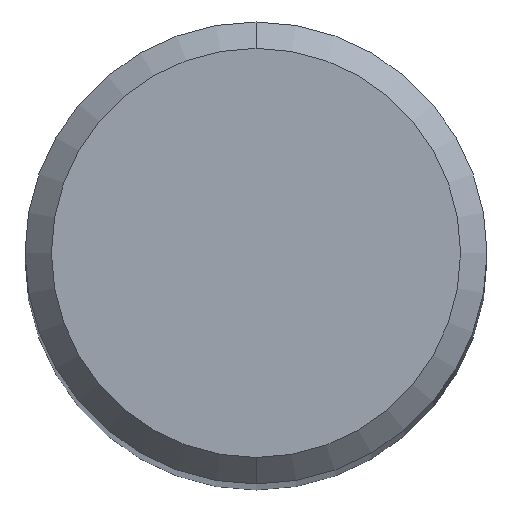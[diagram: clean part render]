
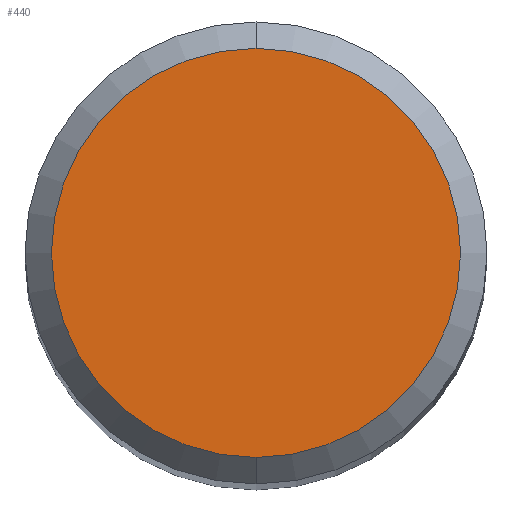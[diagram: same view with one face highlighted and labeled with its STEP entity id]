
A CAD part, top view. The second image highlights one B-rep face of the part: STEP entity #440.
In plain terms, the highlighted planar face has unit normal (0, 0, 1).
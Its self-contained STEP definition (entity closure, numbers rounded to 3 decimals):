
#174=EDGE_CURVE('',#452,#188,#475,.T.);
#188=VERTEX_POINT('',#489);
#414=EDGE_CURVE('',#188,#452,#738,.T.);
#440=ADVANCED_FACE('',(#767),#768,.T.);
#452=VERTEX_POINT('',#782);
#475=CIRCLE('',#799,3.1);
#489=CARTESIAN_POINT('',(0.,-3.1,0.0));
#738=CIRCLE('',#1302,3.1);
#767=FACE_OUTER_BOUND('',#1372,.T.);
#768=PLANE('',#1373);
#782=CARTESIAN_POINT('',(0.0,3.1,0.0));
#799=AXIS2_PLACEMENT_3D('',#1420,#1421,#1422);
#1302=AXIS2_PLACEMENT_3D('',#1700,#1701,#1702);
#1372=EDGE_LOOP('',(#1732,#1733));
#1373=AXIS2_PLACEMENT_3D('',#1734,#1735,#1736);
#1420=CARTESIAN_POINT('',(0.0,0.0,0.0));
#1421=DIRECTION('',(0.0,0.0,-1.0));
#1422=DIRECTION('',(0.0,1.0,0.0));
#1700=CARTESIAN_POINT('',(0.0,0.0,0.0));
#1701=DIRECTION('',(0.0,0.0,-1.0));
#1702=DIRECTION('',(0.0,1.0,0.0));
#1732=ORIENTED_EDGE('',*,*,#174,.F.);
#1733=ORIENTED_EDGE('',*,*,#414,.F.);
#1734=CARTESIAN_POINT('',(0.0,1.55,0.0));
#1735=DIRECTION('',(-0.0,0.0,1.0));
#1736=DIRECTION('',(0.0,-1.0,0.0));
